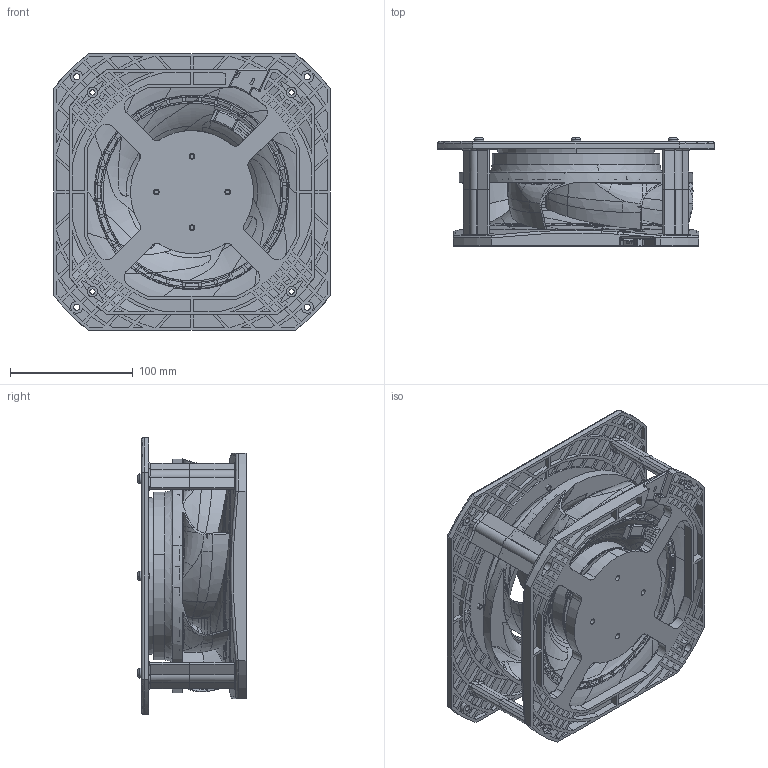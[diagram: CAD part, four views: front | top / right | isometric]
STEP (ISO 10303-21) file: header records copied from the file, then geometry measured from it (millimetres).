
FILE_DESCRIPTION((''),'2;1');
FILE_NAME('GTM019FUA07_ASM','2019-11-11T',('CONNIE.CHOU'),(''),'CREO PARAMETRIC BY PTC INC, 2015080','CREO PARAMETRIC BY PTC INC, 2015080','');
FILE_SCHEMA(('CONFIG_CONTROL_DESIGN'));
Products named in the file (25): 41021295000_4; 41021296000_3; 3323299500_2; TORX_M4_L6_1; GTM019FUA07_ASM_12_ASM; OD55_CASE_85W__B_______K__; ____-____11_2_; ____-____11_1_; _______S___C4; R12-MOLD-A_ASM; R12-TOOLING-1-20190227_ASM; M3-SCREW_5L; OD55_CABLE_COVER_NN; OD55_BOTTOM_COVER_NEW-14_85W___; M5________10; OD55_RING_COVER_NN; OD55_85W_CAP___ASM; OD55_GASKET_85W; OD55_SI-STEEL_ALL-_INSERT__85W_; OD55__W_L__________PILLOW_______ASM; OD55_____PILLOW_W_L___85W_ASM; OD55_______PILLOW_MOTOR_ASM; GTB019FUA07R-V_E1_1_ASM; GTB019FUA07R-V_E1_ASM; GTM019FUA07_ASM
Assembly tree (31 placements, depth 7):
  GTM019FUA07_ASM
    GTM019FUA07_ASM_12_ASM
      41021295000_4
      41021296000_3
      3323299500_2
      TORX_M4_L6_1  x4
    GTB019FUA07R-V_E1_ASM
      GTB019FUA07R-V_E1_1_ASM
        R12-TOOLING-1-20190227_ASM
          OD55_CASE_85W__B_______K__
          R12-MOLD-A_ASM
            ____-____11_2_
            ____-____11_1_
            _______S___C4
        OD55_______PILLOW_MOTOR_ASM
          OD55_85W_CAP___ASM
            M3-SCREW_5L  x3
            OD55_CABLE_COVER_NN
            OD55_BOTTOM_COVER_NEW-14_85W___
            M5________10  x3
            OD55_RING_COVER_NN
          OD55_____PILLOW_W_L___85W_ASM
            OD55_GASKET_85W
            OD55__W_L__________PILLOW_______ASM
              OD55_SI-STEEL_ALL-_INSERT__85W_
Bounding box: 225 x 87.95 x 225 mm (x, y, z)
Volume: 702033.2 mm3; surface area: 492186.5 mm2
Topology: 21 solids, 38 shells, 4647 faces, 12346 edges, 7991 vertices
Faces by surface type: plane 1826, cylinder 1343, bspline 537, torus 454, extrusion 216, cone 208, revolution 42, sphere 21
Entity records: 190976 total; most frequent: CARTESIAN_POINT 83711, ORIENTED_EDGE 23694, DIRECTION 20164, EDGE_CURVE 11855, VERTEX_POINT 7695, AXIS2_PLACEMENT_3D 7520, VECTOR 5082, EDGE_LOOP 4882
